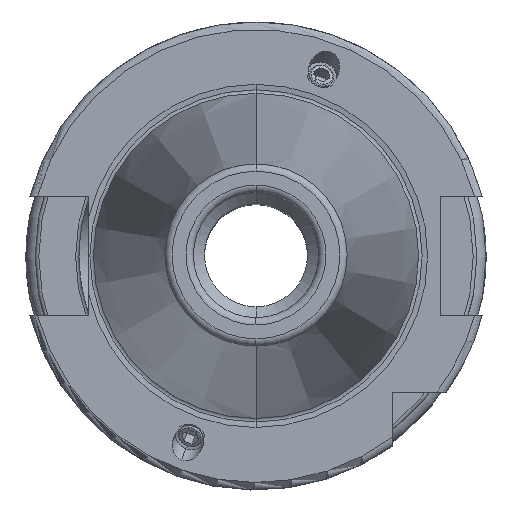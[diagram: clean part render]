
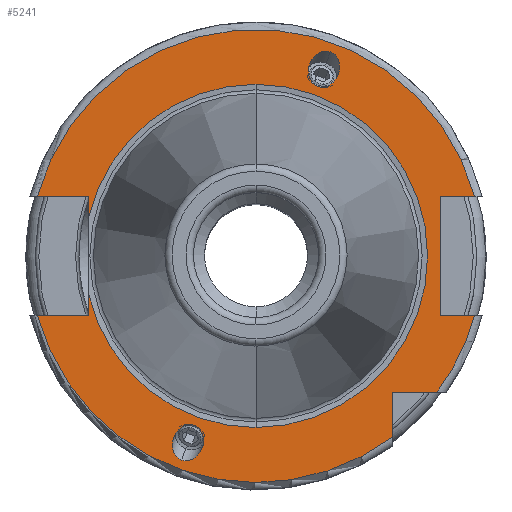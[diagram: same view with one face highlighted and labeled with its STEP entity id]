
A CAD part, top view. The second image highlights one B-rep face of the part: STEP entity #5241.
In plain terms, the highlighted planar face has unit normal (0, 0, 1).
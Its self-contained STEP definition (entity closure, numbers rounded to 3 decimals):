
#715=CARTESIAN_POINT('',(0,0,18.1));
#716=DIRECTION('',(0,0,1));
#717=DIRECTION('',(0,1,0));
#718=AXIS2_PLACEMENT_3D('',#715,#716,#717);
#728=CARTESIAN_POINT('',(0,0,18.1));
#729=DIRECTION('',(0,0,1));
#730=DIRECTION('',(-0.974,-0.227,0));
#731=AXIS2_PLACEMENT_3D('',#728,#729,#730);
#1649=DIRECTION('',(1,0,0));
#1650=VECTOR('',#1649,7.004);
#1651=CARTESIAN_POINT('',(-29.704,-8.05,18.1));
#1652=LINE('',#1651,#1650);
#1653=DIRECTION('',(0,1,0));
#1654=VECTOR('',#1653,2.753);
#1655=CARTESIAN_POINT('',(-22.7,-8.05,18.1));
#1656=LINE('',#1655,#1654);
#1657=DIRECTION('',(0,1,0));
#1658=VECTOR('',#1657,2.753);
#1659=CARTESIAN_POINT('',(-22.7,5.297,18.1));
#1660=LINE('',#1659,#1658);
#1661=DIRECTION('',(1,0,0));
#1662=VECTOR('',#1661,7.004);
#1663=CARTESIAN_POINT('',(-29.704,8.05,18.1));
#1664=LINE('',#1663,#1662);
#1665=DIRECTION('',(-1,0,0));
#1666=VECTOR('',#1665,4.704);
#1667=CARTESIAN_POINT('',(29.704,8.05,18.1));
#1668=LINE('',#1667,#1666);
#1669=DIRECTION('',(0,-1,0));
#1670=VECTOR('',#1669,16.1);
#1671=CARTESIAN_POINT('',(25,8.05,18.1));
#1672=LINE('',#1671,#1670);
#1673=DIRECTION('',(-1,0,0));
#1674=VECTOR('',#1673,4.704);
#1675=CARTESIAN_POINT('',(29.704,-8.05,18.1));
#1676=LINE('',#1675,#1674);
#1677=CARTESIAN_POINT('',(0,0,18.1));
#1678=DIRECTION('',(0,0,1));
#1679=DIRECTION('',(0.799,-0.601,0));
#1680=AXIS2_PLACEMENT_3D('',#1677,#1678,#1679);
#1682=DIRECTION('',(-1,0,0));
#1683=VECTOR('',#1682,6.094);
#1684=CARTESIAN_POINT('',(24.594,-18.5,18.1));
#1685=LINE('',#1684,#1683);
#1686=DIRECTION('',(0,1,0));
#1687=VECTOR('',#1686,6.094);
#1688=CARTESIAN_POINT('',(18.5,-24.594,18.1));
#1689=LINE('',#1688,#1687);
#1690=CARTESIAN_POINT('',(10.09,27.723,18.1));
#1691=CARTESIAN_POINT('',(9.863,27.806,18.1));
#1692=CARTESIAN_POINT('',(9.337,27.884,18.1));
#1693=CARTESIAN_POINT('',(8.455,27.594,18.1));
#1694=CARTESIAN_POINT('',(7.834,27.033,18.1));
#1695=CARTESIAN_POINT('',(7.483,26.49,18.1));
#1696=CARTESIAN_POINT('',(7.298,26.077,18.1));
#1697=CARTESIAN_POINT('',(7.174,25.641,18.1));
#1698=CARTESIAN_POINT('',(7.094,25.,18.1));
#1699=CARTESIAN_POINT('',(7.208,24.17,18.1));
#1700=CARTESIAN_POINT('',(7.698,23.381,18.1));
#1701=CARTESIAN_POINT('',(8.152,23.103,18.1));
#1702=CARTESIAN_POINT('',(8.379,23.02,18.1));
#1704=CARTESIAN_POINT('',(8.379,23.02,18.1));
#1705=CARTESIAN_POINT('',(8.606,22.937,18.1));
#1706=CARTESIAN_POINT('',(9.133,22.859,18.1));
#1707=CARTESIAN_POINT('',(10.014,23.149,18.1));
#1708=CARTESIAN_POINT('',(10.635,23.711,18.1));
#1709=CARTESIAN_POINT('',(10.986,24.253,18.1));
#1710=CARTESIAN_POINT('',(11.171,24.667,18.1));
#1711=CARTESIAN_POINT('',(11.295,25.103,18.1));
#1712=CARTESIAN_POINT('',(11.375,25.744,18.1));
#1713=CARTESIAN_POINT('',(11.261,26.573,18.1));
#1714=CARTESIAN_POINT('',(10.771,27.362,18.1));
#1715=CARTESIAN_POINT('',(10.318,27.641,18.1));
#1716=CARTESIAN_POINT('',(10.09,27.723,18.1));
#1718=CARTESIAN_POINT('',(-10.09,-27.723,18.1));
#1719=CARTESIAN_POINT('',(-10.318,-27.641,18.1));
#1720=CARTESIAN_POINT('',(-10.771,-27.362,18.1));
#1721=CARTESIAN_POINT('',(-11.261,-26.573,18.1));
#1722=CARTESIAN_POINT('',(-11.375,-25.744,18.1));
#1723=CARTESIAN_POINT('',(-11.295,-25.103,18.1));
#1724=CARTESIAN_POINT('',(-11.171,-24.667,18.1));
#1725=CARTESIAN_POINT('',(-10.986,-24.253,18.1));
#1726=CARTESIAN_POINT('',(-10.635,-23.711,18.1));
#1727=CARTESIAN_POINT('',(-10.014,-23.149,18.1));
#1728=CARTESIAN_POINT('',(-9.133,-22.859,18.1));
#1729=CARTESIAN_POINT('',(-8.606,-22.937,18.1));
#1730=CARTESIAN_POINT('',(-8.379,-23.02,18.1));
#1732=CARTESIAN_POINT('',(-8.379,-23.02,18.1));
#1733=CARTESIAN_POINT('',(-8.152,-23.103,18.1));
#1734=CARTESIAN_POINT('',(-7.698,-23.381,18.1));
#1735=CARTESIAN_POINT('',(-7.208,-24.17,18.1));
#1736=CARTESIAN_POINT('',(-7.094,-25.,18.1));
#1737=CARTESIAN_POINT('',(-7.174,-25.641,18.1));
#1738=CARTESIAN_POINT('',(-7.298,-26.077,18.1));
#1739=CARTESIAN_POINT('',(-7.483,-26.49,18.1));
#1740=CARTESIAN_POINT('',(-7.834,-27.033,18.1));
#1741=CARTESIAN_POINT('',(-8.455,-27.594,18.1));
#1742=CARTESIAN_POINT('',(-9.337,-27.884,18.1));
#1743=CARTESIAN_POINT('',(-9.863,-27.806,18.1));
#1744=CARTESIAN_POINT('',(-10.09,-27.723,18.1));
#1746=CARTESIAN_POINT('',(0,0,18.1));
#1747=DIRECTION('',(0,0,-1));
#1748=DIRECTION('',(0,1,0));
#1749=AXIS2_PLACEMENT_3D('',#1746,#1747,#1748);
#1774=CARTESIAN_POINT('',(0,0,18.1));
#1775=DIRECTION('',(0,0,1));
#1776=DIRECTION('',(0.965,0.262,0));
#1777=AXIS2_PLACEMENT_3D('',#1774,#1775,#1776);
#1825=CARTESIAN_POINT('',(0,0,18.1));
#1826=DIRECTION('',(0,0,1));
#1827=DIRECTION('',(-0.965,-0.262,0));
#1828=AXIS2_PLACEMENT_3D('',#1825,#1826,#1827);
#3087=CARTESIAN_POINT('',(-29.704,-8.05,18.1));
#3088=CARTESIAN_POINT('',(-22.7,-8.05,18.1));
#3089=VERTEX_POINT('',#3087);
#3090=VERTEX_POINT('',#3088);
#3091=CARTESIAN_POINT('',(-22.7,-5.297,18.1));
#3092=VERTEX_POINT('',#3091);
#3093=CARTESIAN_POINT('',(-22.7,5.297,18.1));
#3094=CARTESIAN_POINT('',(-22.7,8.05,18.1));
#3095=VERTEX_POINT('',#3093);
#3096=VERTEX_POINT('',#3094);
#3097=CARTESIAN_POINT('',(-29.704,8.05,18.1));
#3098=VERTEX_POINT('',#3097);
#3099=CARTESIAN_POINT('',(25,8.05,18.1));
#3100=CARTESIAN_POINT('',(25,-8.05,18.1));
#3101=VERTEX_POINT('',#3099);
#3102=VERTEX_POINT('',#3100);
#3103=CARTESIAN_POINT('',(29.704,-8.05,18.1));
#3104=VERTEX_POINT('',#3103);
#3105=CARTESIAN_POINT('',(29.704,8.05,18.1));
#3106=VERTEX_POINT('',#3105);
#3107=CARTESIAN_POINT('',(18.5,-24.594,18.1));
#3108=CARTESIAN_POINT('',(18.5,-18.5,18.1));
#3109=VERTEX_POINT('',#3107);
#3110=VERTEX_POINT('',#3108);
#3111=CARTESIAN_POINT('',(24.594,-18.5,18.1));
#3112=VERTEX_POINT('',#3111);
#3161=VERTEX_POINT('',#1690);
#3162=VERTEX_POINT('',#1702);
#3206=CARTESIAN_POINT('',(-10.09,-27.723,18.1));
#3208=VERTEX_POINT('',#3206);
#3209=CARTESIAN_POINT('',(-8.379,-23.02,18.1));
#3210=VERTEX_POINT('',#3209);
#3251=CARTESIAN_POINT('',(0,23.31,18.1));
#3252=VERTEX_POINT('',#3251);
#3253=CARTESIAN_POINT('',(0,-23.31,18.1));
#3254=VERTEX_POINT('',#3253);
#5203=CARTESIAN_POINT('',(0,0,18.1));
#5204=DIRECTION('',(0,0,-1));
#5205=DIRECTION('',(0,-1,0));
#5206=AXIS2_PLACEMENT_3D('',#5203,#5204,#5205);
#5207=PLANE('',#5206);
#5208=ORIENTED_EDGE('',*,*,#4355,.T.);
#5209=ORIENTED_EDGE('',*,*,#4340,.T.);
#5210=ORIENTED_EDGE('',*,*,#4313,.T.);
#5212=ORIENTED_EDGE('',*,*,#5211,.F.);
#5213=ORIENTED_EDGE('',*,*,#4306,.T.);
#5214=ORIENTED_EDGE('',*,*,#4337,.T.);
#5215=ORIENTED_EDGE('',*,*,#4481,.F.);
#5217=ORIENTED_EDGE('',*,*,#5216,.F.);
#5218=ORIENTED_EDGE('',*,*,#5158,.T.);
#5219=ORIENTED_EDGE('',*,*,#5191,.T.);
#5220=ORIENTED_EDGE('',*,*,#4544,.F.);
#5222=ORIENTED_EDGE('',*,*,#5221,.F.);
#5223=ORIENTED_EDGE('',*,*,#4890,.T.);
#5224=ORIENTED_EDGE('',*,*,#4801,.F.);
#5226=ORIENTED_EDGE('',*,*,#5225,.F.);
#5227=EDGE_LOOP('',(#5208,#5209,#5210,#5212,#5213,#5214,#5215,#5217,#5218,#5219,
#5220,#5222,#5223,#5224,#5226));
#5228=FACE_OUTER_BOUND('',#5227,.F.);
#5230=ORIENTED_EDGE('',*,*,#5229,.T.);
#5232=ORIENTED_EDGE('',*,*,#5231,.T.);
#5233=EDGE_LOOP('',(#5230,#5232));
#5234=FACE_BOUND('',#5233,.F.);
#5236=ORIENTED_EDGE('',*,*,#5235,.F.);
#5238=ORIENTED_EDGE('',*,*,#5237,.F.);
#5239=EDGE_LOOP('',(#5236,#5238));
#5240=FACE_BOUND('',#5239,.F.);
#5241=ADVANCED_FACE('',(#5228,#5234,#5240),#5207,.F.);
#719=CIRCLE('',#718,23.31);
#732=CIRCLE('',#731,23.31);
#1681=CIRCLE('',#1680,30.775);
#1703=B_SPLINE_CURVE_WITH_KNOTS('',3,(#1690,#1691,#1692,#1693,#1694,#1695,#1696,
#1697,#1698,#1699,#1700,#1701,#1702),.UNSPECIFIED.,.F.,.F.,(4,1,1,1,1,1,1,1,1,1,
4),(0,0.125,0.25,0.375,0.438,0.5,0.563,0.625,0.75,0.875,
1.0),.UNSPECIFIED.);
#1717=B_SPLINE_CURVE_WITH_KNOTS('',3,(#1704,#1705,#1706,#1707,#1708,#1709,#1710,
#1711,#1712,#1713,#1714,#1715,#1716),.UNSPECIFIED.,.F.,.F.,(4,1,1,1,1,1,1,1,1,1,
4),(0,0.125,0.25,0.375,0.438,0.5,0.563,0.625,0.75,0.875,
1.0),.UNSPECIFIED.);
#1731=B_SPLINE_CURVE_WITH_KNOTS('',3,(#1718,#1719,#1720,#1721,#1722,#1723,#1724,
#1725,#1726,#1727,#1728,#1729,#1730),.UNSPECIFIED.,.F.,.F.,(4,1,1,1,1,1,1,1,1,1,
4),(0,0.125,0.25,0.375,0.438,0.5,0.563,0.625,0.75,0.875,
1.0),.UNSPECIFIED.);
#1745=B_SPLINE_CURVE_WITH_KNOTS('',3,(#1732,#1733,#1734,#1735,#1736,#1737,#1738,
#1739,#1740,#1741,#1742,#1743,#1744),.UNSPECIFIED.,.F.,.F.,(4,1,1,1,1,1,1,1,1,1,
4),(0,0.125,0.25,0.375,0.438,0.5,0.563,0.625,0.75,0.875,
1.0),.UNSPECIFIED.);
#1750=CIRCLE('',#1749,23.31);
#1778=CIRCLE('',#1777,30.775);
#1829=CIRCLE('',#1828,30.775);
#4306=EDGE_CURVE('',#3252,#3095,#719,.T.);
#4313=EDGE_CURVE('',#3092,#3254,#732,.T.);
#4337=EDGE_CURVE('',#3095,#3096,#1660,.T.);
#4340=EDGE_CURVE('',#3090,#3092,#1656,.T.);
#4355=EDGE_CURVE('',#3089,#3090,#1652,.T.);
#4481=EDGE_CURVE('',#3098,#3096,#1664,.T.);
#4544=EDGE_CURVE('',#3104,#3102,#1676,.T.);
#4801=EDGE_CURVE('',#3109,#3110,#1689,.T.);
#4890=EDGE_CURVE('',#3112,#3110,#1685,.T.);
#5158=EDGE_CURVE('',#3106,#3101,#1668,.T.);
#5191=EDGE_CURVE('',#3101,#3102,#1672,.T.);
#5211=EDGE_CURVE('',#3252,#3254,#1750,.T.);
#5216=EDGE_CURVE('',#3106,#3098,#1778,.T.);
#5221=EDGE_CURVE('',#3112,#3104,#1681,.T.);
#5225=EDGE_CURVE('',#3089,#3109,#1829,.T.);
#5229=EDGE_CURVE('',#3161,#3162,#1703,.T.);
#5231=EDGE_CURVE('',#3162,#3161,#1717,.T.);
#5235=EDGE_CURVE('',#3208,#3210,#1731,.T.);
#5237=EDGE_CURVE('',#3210,#3208,#1745,.T.);
